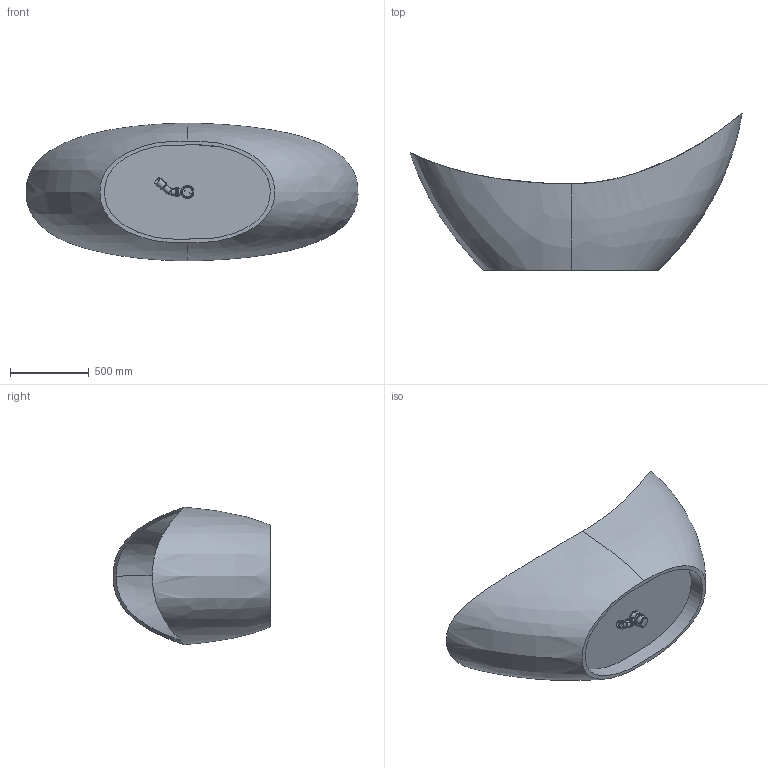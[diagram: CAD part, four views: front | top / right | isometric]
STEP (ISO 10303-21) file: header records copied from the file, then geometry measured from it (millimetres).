
FILE_DESCRIPTION (( 'STEP AP214' ), '1' );
FILE_NAME ('Z852.STEP', '2018-04-23T10:50:34', ( 'User' ), ( '' ), 'SwSTEP 2.0', 'SolidWorks 2017', '' );
FILE_SCHEMA (( 'AUTOMOTIVE_DESIGN' ));
Length unit declared in the file: millimetre
Products named in the file (2): Z852
Bounding box: 2109.26 x 1002.67 x 873.51 mm (x, y, z)
Volume: 105754044.6 mm3; surface area: 7067284.4 mm2
Topology: 16 solids, 16 shells, 636 faces, 1420 edges, 839 vertices
Faces by surface type: cone 186, cylinder 180, plane 165, torus 79, bspline 24, sphere 2
Entity records: 29687 total; most frequent: CARTESIAN_POINT 15034, DIRECTION 3301, ORIENTED_EDGE 2836, EDGE_CURVE 1418, AXIS2_PLACEMENT_3D 1350, VERTEX_POINT 839, CIRCLE 736, EDGE_LOOP 697
